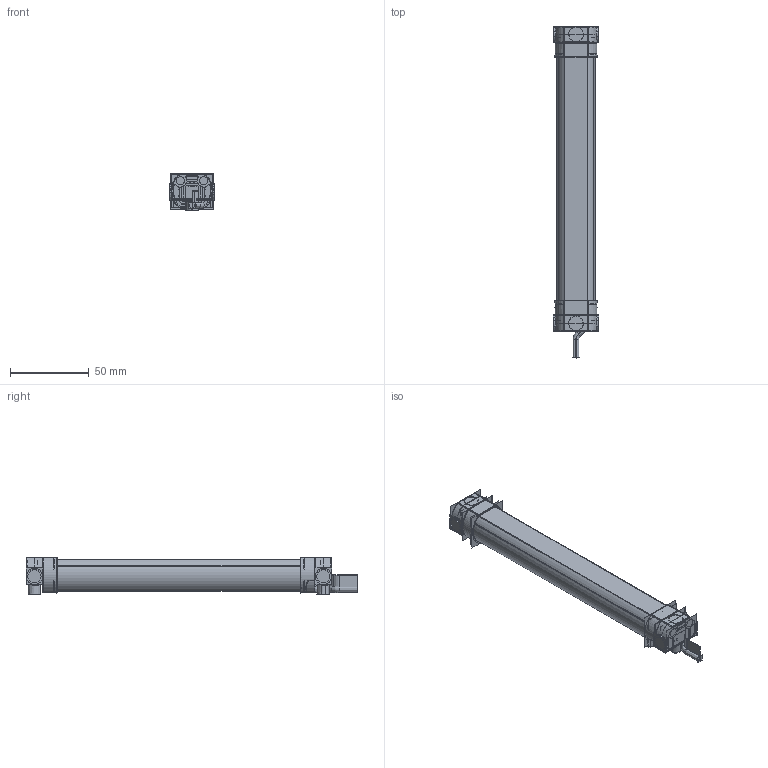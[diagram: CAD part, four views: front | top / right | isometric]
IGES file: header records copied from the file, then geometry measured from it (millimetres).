
Start section:  PTC IGES file: 205739.igs
Global section: file name: 205739.igs; native system: Creo Parametric by PTC Inc.; preprocessor: 2016260; author: pdmadmin; organization: Unknown; date: 20180618.094900; units: millimetre
Bounding box: 28.75 x 210.78 x 24 mm (x, y, z)
Volume: 36108.1 mm3; surface area: 279938.3 mm2
Topology: 20 solids, 49 shells, 5242 faces, 25830 edges, 32478 vertices
Faces by surface type: revolution 2680, bspline 2562
